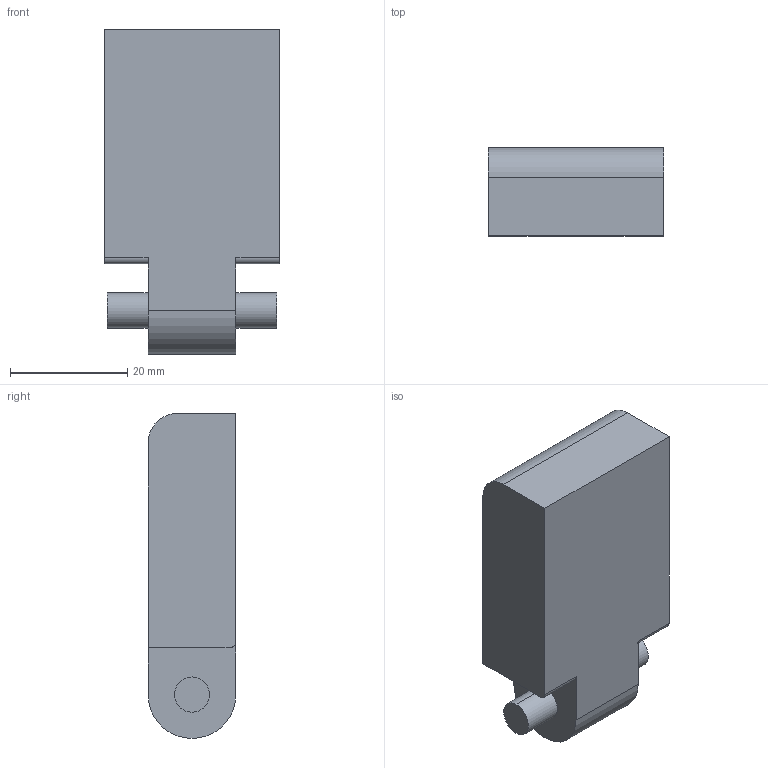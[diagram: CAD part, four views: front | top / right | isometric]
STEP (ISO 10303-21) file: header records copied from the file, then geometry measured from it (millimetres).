
FILE_DESCRIPTION (( 'STEP AP203' ), '1' );
FILE_NAME ('远端指节_默认_sldprt.STEP', '2022-04-28T02:57:49', ( '' ), ( '' ), 'SwSTEP 2.0', 'SolidWorks 2020', '' );
FILE_SCHEMA (( 'CONFIG_CONTROL_DESIGN' ));
Length unit declared in the file: millimetre
Products named in the file (1): 远端指节_默认_sldprt
Bounding box: 30 x 15 x 55.5 mm (x, y, z)
Volume: 21357 mm3; surface area: 5467.5 mm2
Topology: 1 solids, 1 shells, 19 faces, 45 edges, 30 vertices
Faces by surface type: plane 11, cylinder 8
Entity records: 632 total; most frequent: DIRECTION 101, CARTESIAN_POINT 95, ORIENTED_EDGE 90, EDGE_CURVE 45, AXIS2_PLACEMENT_3D 36, VERTEX_POINT 30, VECTOR 29, LINE 29
